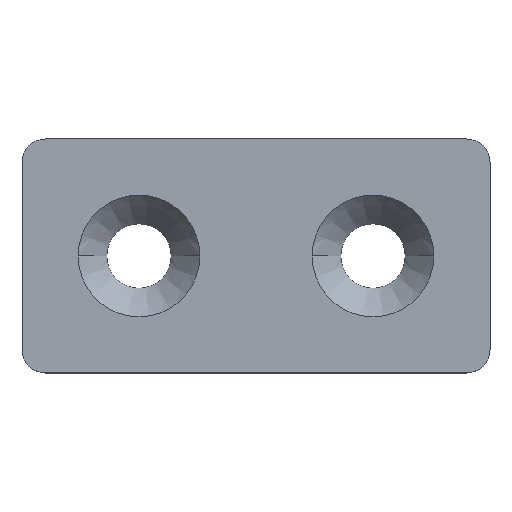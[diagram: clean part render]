
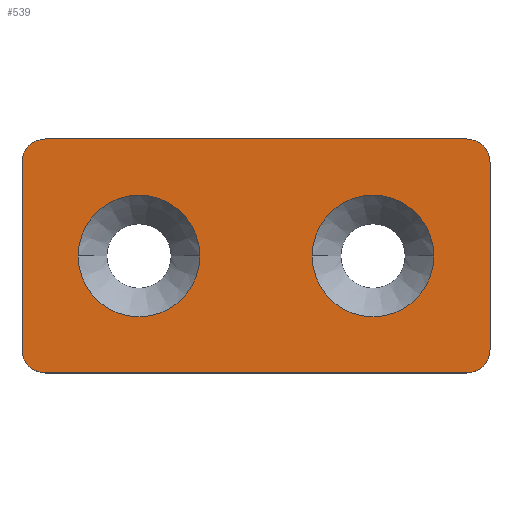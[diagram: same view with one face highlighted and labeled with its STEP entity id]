
A CAD part, top view. The second image highlights one B-rep face of the part: STEP entity #539.
In plain terms, the highlighted planar face has unit normal (0, 0, 1).
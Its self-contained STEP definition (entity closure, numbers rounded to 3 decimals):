
#3 = DIRECTION ( 'NONE',  ( 1., 0., 0. ) ) ;
#4 = PLANE ( 'NONE',  #8 ) ;
#7 = ORIENTED_EDGE ( 'NONE', *, *, #510, .T. ) ;
#8 = AXIS2_PLACEMENT_3D ( 'NONE', #418, #368, #527 ) ;
#11 = CIRCLE ( 'NONE', #106, 5.2 ) ;
#12 = ORIENTED_EDGE ( 'NONE', *, *, #469, .T. ) ;
#17 = LINE ( 'NONE', #58, #579 ) ;
#42 = CARTESIAN_POINT ( 'NONE',  ( 30., 0., 3. ) ) ;
#45 = CARTESIAN_POINT ( 'NONE',  ( 40., -8., 3. ) ) ;
#50 = AXIS2_PLACEMENT_3D ( 'NONE', #492, #547, #546 ) ;
#53 = DIRECTION ( 'NONE',  ( 0., 0., -1. ) ) ;
#58 = CARTESIAN_POINT ( 'NONE',  ( 38., 10., 3. ) ) ;
#65 = DIRECTION ( 'NONE',  ( 1., 0., 0. ) ) ;
#88 = CARTESIAN_POINT ( 'NONE',  ( 0., 8., 3. ) ) ;
#92 = VERTEX_POINT ( 'NONE', #592 ) ;
#99 = FACE_OUTER_BOUND ( 'NONE', #210, .T. ) ;
#104 = DIRECTION ( 'NONE',  ( -1., 0., 0. ) ) ;
#106 = AXIS2_PLACEMENT_3D ( 'NONE', #42, #312, #477 ) ;
#112 = DIRECTION ( 'NONE',  ( 0., 0., -1. ) ) ;
#114 = EDGE_CURVE ( 'NONE', #296, #345, #556, .T. ) ;
#116 = CARTESIAN_POINT ( 'NONE',  ( 2., 10., 3. ) ) ;
#118 = FACE_BOUND ( 'NONE', #479, .T. ) ;
#120 = CIRCLE ( 'NONE', #350, 5.2 ) ;
#131 = VERTEX_POINT ( 'NONE', #496 ) ;
#132 = CIRCLE ( 'NONE', #199, 2. ) ;
#146 = FACE_BOUND ( 'NONE', #576, .T. ) ;
#152 = CARTESIAN_POINT ( 'NONE',  ( 40., 8., 3. ) ) ;
#169 = CARTESIAN_POINT ( 'NONE',  ( 35.2, 0., 3. ) ) ;
#170 = DIRECTION ( 'NONE',  ( 0., 0., -1. ) ) ;
#177 = VERTEX_POINT ( 'NONE', #152 ) ;
#180 = DIRECTION ( 'NONE',  ( 0., -1., 0. ) ) ;
#199 = AXIS2_PLACEMENT_3D ( 'NONE', #320, #226, #267 ) ;
#202 = ORIENTED_EDGE ( 'NONE', *, *, #317, .T. ) ;
#203 = VECTOR ( 'NONE', #3, 1000. ) ;
#205 = CARTESIAN_POINT ( 'NONE',  ( 4.8, 0., 3. ) ) ;
#209 = CARTESIAN_POINT ( 'NONE',  ( 30., 0., 3. ) ) ;
#210 = EDGE_LOOP ( 'NONE', ( #458, #290, #504, #322, #550, #7, #614, #454 ) ) ;
#226 = DIRECTION ( 'NONE',  ( 0., 0., -1. ) ) ;
#233 = EDGE_CURVE ( 'NONE', #268, #275, #528, .T. ) ;
#239 = VECTOR ( 'NONE', #520, 1000. ) ;
#240 = AXIS2_PLACEMENT_3D ( 'NONE', #258, #260, #310 ) ;
#252 = DIRECTION ( 'NONE',  ( 1., 0., 0. ) ) ;
#257 = AXIS2_PLACEMENT_3D ( 'NONE', #276, #53, #374 ) ;
#258 = CARTESIAN_POINT ( 'NONE',  ( 38., 8., 3. ) ) ;
#260 = DIRECTION ( 'NONE',  ( 0., 0., -1. ) ) ;
#264 = EDGE_CURVE ( 'NONE', #390, #275, #17, .T. ) ;
#265 = CARTESIAN_POINT ( 'NONE',  ( 24.8, 0., 3. ) ) ;
#267 = DIRECTION ( 'NONE',  ( 1., 0., 0. ) ) ;
#268 = VERTEX_POINT ( 'NONE', #451 ) ;
#275 = VERTEX_POINT ( 'NONE', #116 ) ;
#276 = CARTESIAN_POINT ( 'NONE',  ( 2., -8., 3. ) ) ;
#283 = ORIENTED_EDGE ( 'NONE', *, *, #548, .T. ) ;
#290 = ORIENTED_EDGE ( 'NONE', *, *, #264, .T. ) ;
#296 = VERTEX_POINT ( 'NONE', #205 ) ;
#297 = LINE ( 'NONE', #426, #203 ) ;
#303 = CARTESIAN_POINT ( 'NONE',  ( 10., 0., 3. ) ) ;
#310 = DIRECTION ( 'NONE',  ( 1., 0., 0. ) ) ;
#312 = DIRECTION ( 'NONE',  ( 0., 0., -1. ) ) ;
#317 = EDGE_CURVE ( 'NONE', #497, #593, #120, .T. ) ;
#320 = CARTESIAN_POINT ( 'NONE',  ( 38., -8., 3. ) ) ;
#322 = ORIENTED_EDGE ( 'NONE', *, *, #508, .T. ) ;
#345 = VERTEX_POINT ( 'NONE', #348 ) ;
#348 = CARTESIAN_POINT ( 'NONE',  ( 15.2, 0., 3. ) ) ;
#350 = AXIS2_PLACEMENT_3D ( 'NONE', #209, #112, #252 ) ;
#356 = CARTESIAN_POINT ( 'NONE',  ( 40., -8., 3. ) ) ;
#364 = CARTESIAN_POINT ( 'NONE',  ( 38., -10., 3. ) ) ;
#366 = CIRCLE ( 'NONE', #240, 2. ) ;
#368 = DIRECTION ( 'NONE',  ( 0., 0., 1. ) ) ;
#374 = DIRECTION ( 'NONE',  ( 1., 0., 0. ) ) ;
#385 = CARTESIAN_POINT ( 'NONE',  ( 10., 0., 3. ) ) ;
#389 = LINE ( 'NONE', #356, #239 ) ;
#390 = VERTEX_POINT ( 'NONE', #511 ) ;
#401 = EDGE_CURVE ( 'NONE', #600, #177, #389, .T. ) ;
#405 = CIRCLE ( 'NONE', #589, 5.2 ) ;
#418 = CARTESIAN_POINT ( 'NONE',  ( 2., 8., 3. ) ) ;
#426 = CARTESIAN_POINT ( 'NONE',  ( 2., -10., 3. ) ) ;
#443 = AXIS2_PLACEMENT_3D ( 'NONE', #385, #445, #65 ) ;
#445 = DIRECTION ( 'NONE',  ( 0., 0., -1. ) ) ;
#451 = CARTESIAN_POINT ( 'NONE',  ( 0., 8., 3. ) ) ;
#454 = ORIENTED_EDGE ( 'NONE', *, *, #401, .T. ) ;
#458 = ORIENTED_EDGE ( 'NONE', *, *, #494, .F. ) ;
#465 = VECTOR ( 'NONE', #180, 1000. ) ;
#469 = EDGE_CURVE ( 'NONE', #345, #296, #405, .T. ) ;
#477 = DIRECTION ( 'NONE',  ( 1., 0., 0. ) ) ;
#479 = EDGE_LOOP ( 'NONE', ( #12, #499 ) ) ;
#492 = CARTESIAN_POINT ( 'NONE',  ( 2., 8., 3. ) ) ;
#494 = EDGE_CURVE ( 'NONE', #390, #177, #366, .T. ) ;
#496 = CARTESIAN_POINT ( 'NONE',  ( 2., -10., 3. ) ) ;
#497 = VERTEX_POINT ( 'NONE', #169 ) ;
#499 = ORIENTED_EDGE ( 'NONE', *, *, #114, .T. ) ;
#504 = ORIENTED_EDGE ( 'NONE', *, *, #233, .F. ) ;
#508 = EDGE_CURVE ( 'NONE', #268, #92, #594, .T. ) ;
#510 = EDGE_CURVE ( 'NONE', #131, #531, #297, .T. ) ;
#511 = CARTESIAN_POINT ( 'NONE',  ( 38., 10., 3. ) ) ;
#520 = DIRECTION ( 'NONE',  ( 0., 1., 0. ) ) ;
#527 = DIRECTION ( 'NONE',  ( 1., 0., 0. ) ) ;
#528 = CIRCLE ( 'NONE', #50, 2. ) ;
#531 = VERTEX_POINT ( 'NONE', #364 ) ;
#539 = ADVANCED_FACE ( 'NONE', ( #118, #146, #99 ), #4, .T. ) ;
#546 = DIRECTION ( 'NONE',  ( 1., 0., 0. ) ) ;
#547 = DIRECTION ( 'NONE',  ( 0., 0., -1. ) ) ;
#548 = EDGE_CURVE ( 'NONE', #593, #497, #11, .T. ) ;
#550 = ORIENTED_EDGE ( 'NONE', *, *, #616, .F. ) ;
#556 = CIRCLE ( 'NONE', #443, 5.2 ) ;
#567 = EDGE_CURVE ( 'NONE', #600, #531, #132, .T. ) ;
#572 = DIRECTION ( 'NONE',  ( 1., 0., 0. ) ) ;
#576 = EDGE_LOOP ( 'NONE', ( #202, #283 ) ) ;
#579 = VECTOR ( 'NONE', #104, 1000. ) ;
#589 = AXIS2_PLACEMENT_3D ( 'NONE', #303, #170, #572 ) ;
#592 = CARTESIAN_POINT ( 'NONE',  ( 0., -8., 3. ) ) ;
#593 = VERTEX_POINT ( 'NONE', #265 ) ;
#594 = LINE ( 'NONE', #88, #465 ) ;
#600 = VERTEX_POINT ( 'NONE', #45 ) ;
#606 = CIRCLE ( 'NONE', #257, 2. ) ;
#614 = ORIENTED_EDGE ( 'NONE', *, *, #567, .F. ) ;
#616 = EDGE_CURVE ( 'NONE', #131, #92, #606, .T. ) ;
